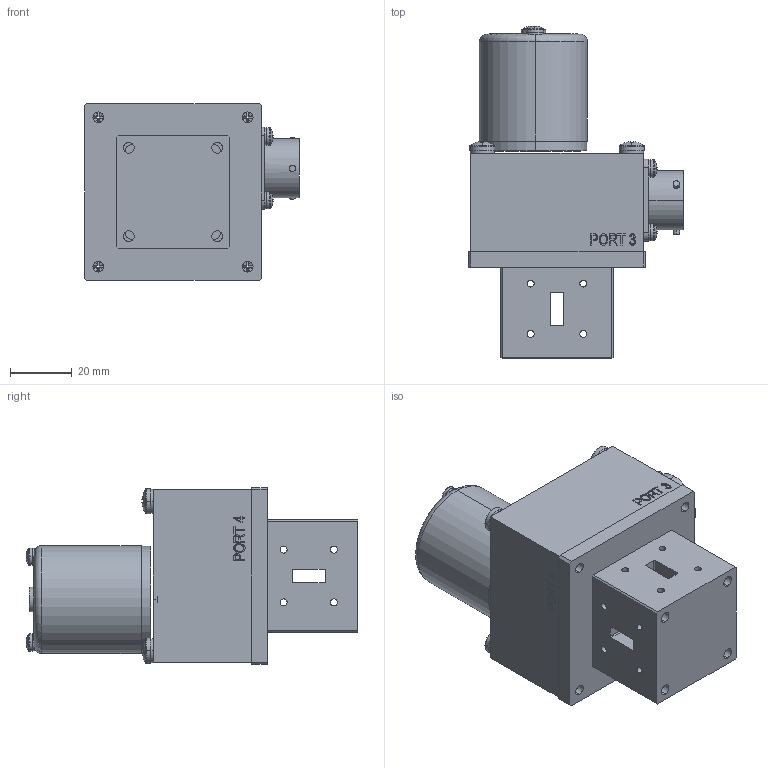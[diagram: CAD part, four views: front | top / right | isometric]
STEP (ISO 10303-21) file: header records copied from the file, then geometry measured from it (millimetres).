
FILE_DESCRIPTION (( 'STEP AP203' ), '1' );
FILE_NAME ('KAP2.STEP', '2013-04-04T16:23:03', ( '' ), ( '' ), 'SwSTEP 2.0', 'SolidWorks 2013', '' );
FILE_SCHEMA (( 'CONFIG_CONTROL_DESIGN' ));
Length unit declared in the file: inch
Products named in the file (1): KAP2
Bounding box: 69.44 x 107.23 x 57.15 mm (x, y, z)
Surface area: 33996.3 mm2 (no closed solid volume)
Topology: 0 solids, 32 shells, 588 faces, 1901 edges, 1328 vertices
Faces by surface type: plane 299, cylinder 178, bspline 57, torus 26, sphere 20, cone 8
Entity records: 25955 total; most frequent: CARTESIAN_POINT 9507, DIRECTION 3374, ORIENTED_EDGE 3051, EDGE_CURVE 1901, VERTEX_POINT 1328, AXIS2_PLACEMENT_3D 1213, VECTOR 948, LINE 948
